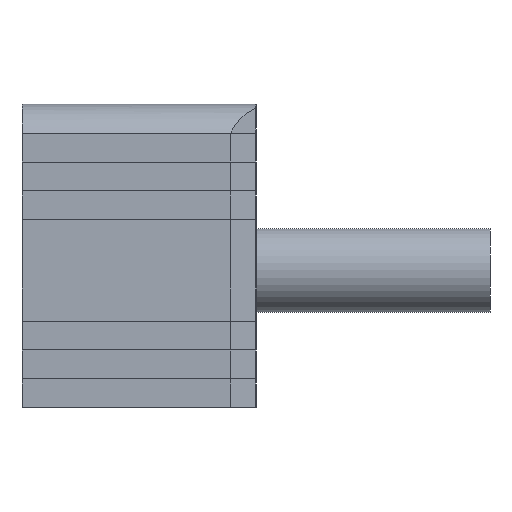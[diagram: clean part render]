
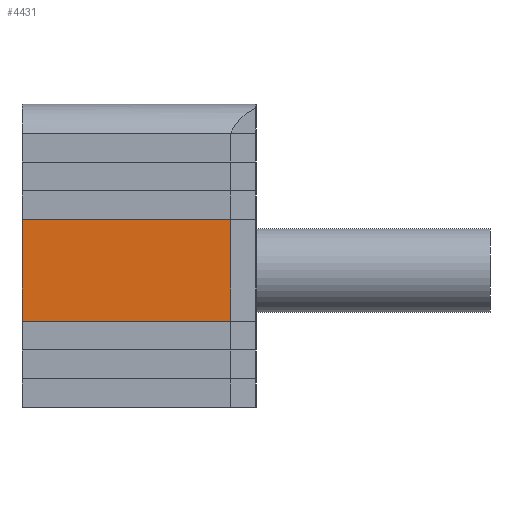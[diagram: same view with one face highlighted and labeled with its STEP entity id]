
A CAD part, left-side view. The second image highlights one B-rep face of the part: STEP entity #4431.
In plain terms, the highlighted face is planar.
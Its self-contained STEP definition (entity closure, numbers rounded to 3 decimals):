
#113 = CARTESIAN_POINT ( 'NONE',  ( 2.6, 0., -10. ) ) ;
#202 = CARTESIAN_POINT ( 'NONE',  ( 2.6, 6.5, -10. ) ) ;
#273 = VERTEX_POINT ( 'NONE', #4294 ) ;
#385 = AXIS2_PLACEMENT_3D ( 'NONE', #4454, #3381, #1390 ) ;
#562 = EDGE_LOOP ( 'NONE', ( #2345, #2627, #2489, #1289 ) ) ;
#644 = LINE ( 'NONE', #202, #2751 ) ;
#766 = DIRECTION ( 'NONE',  ( 0., -1., 0. ) ) ;
#828 = EDGE_CURVE ( 'NONE', #273, #2365, #3366, .T. ) ;
#861 = VERTEX_POINT ( 'NONE', #4407 ) ;
#1026 = VECTOR ( 'NONE', #766, 1000. ) ;
#1265 = DIRECTION ( 'NONE',  ( 0., -1., 0. ) ) ;
#1289 = ORIENTED_EDGE ( 'NONE', *, *, #1658, .F. ) ;
#1390 = DIRECTION ( 'NONE',  ( -1., 0., 0. ) ) ;
#1529 = VECTOR ( 'NONE', #4469, 1000. ) ;
#1608 = CARTESIAN_POINT ( 'NONE',  ( -2.6, 0., -10. ) ) ;
#1632 = EDGE_CURVE ( 'NONE', #861, #2365, #3666, .T. ) ;
#1658 = EDGE_CURVE ( 'NONE', #3909, #861, #644, .T. ) ;
#1733 = CARTESIAN_POINT ( 'NONE',  ( -2.6, -4.2, -10. ) ) ;
#1769 = PLANE ( 'NONE',  #385 ) ;
#2345 = ORIENTED_EDGE ( 'NONE', *, *, #2920, .T. ) ;
#2365 = VERTEX_POINT ( 'NONE', #1733 ) ;
#2410 = CARTESIAN_POINT ( 'NONE',  ( 2.6, -4.2, -10. ) ) ;
#2489 = ORIENTED_EDGE ( 'NONE', *, *, #1632, .F. ) ;
#2627 = ORIENTED_EDGE ( 'NONE', *, *, #828, .T. ) ;
#2751 = VECTOR ( 'NONE', #4349, 1000. ) ;
#2920 = EDGE_CURVE ( 'NONE', #3909, #273, #3145, .T. ) ;
#3100 = FACE_OUTER_BOUND ( 'NONE', #562, .T. ) ;
#3145 = LINE ( 'NONE', #113, #1026 ) ;
#3366 = LINE ( 'NONE', #2410, #1529 ) ;
#3381 = DIRECTION ( 'NONE',  ( 0., 0., -1. ) ) ;
#3666 = LINE ( 'NONE', #1608, #4114 ) ;
#3753 = CARTESIAN_POINT ( 'NONE',  ( 2.6, 6.5, -10. ) ) ;
#3909 = VERTEX_POINT ( 'NONE', #3753 ) ;
#4114 = VECTOR ( 'NONE', #1265, 1000. ) ;
#4294 = CARTESIAN_POINT ( 'NONE',  ( 2.6, -4.2, -10. ) ) ;
#4349 = DIRECTION ( 'NONE',  ( -1., 0., 0. ) ) ;
#4407 = CARTESIAN_POINT ( 'NONE',  ( -2.6, 6.5, -10. ) ) ;
#4431 = ADVANCED_FACE ( 'NONE', ( #3100 ), #1769, .T. ) ;
#4454 = CARTESIAN_POINT ( 'NONE',  ( 2.6, 0., -10. ) ) ;
#4469 = DIRECTION ( 'NONE',  ( -1., 0., 0. ) ) ;
